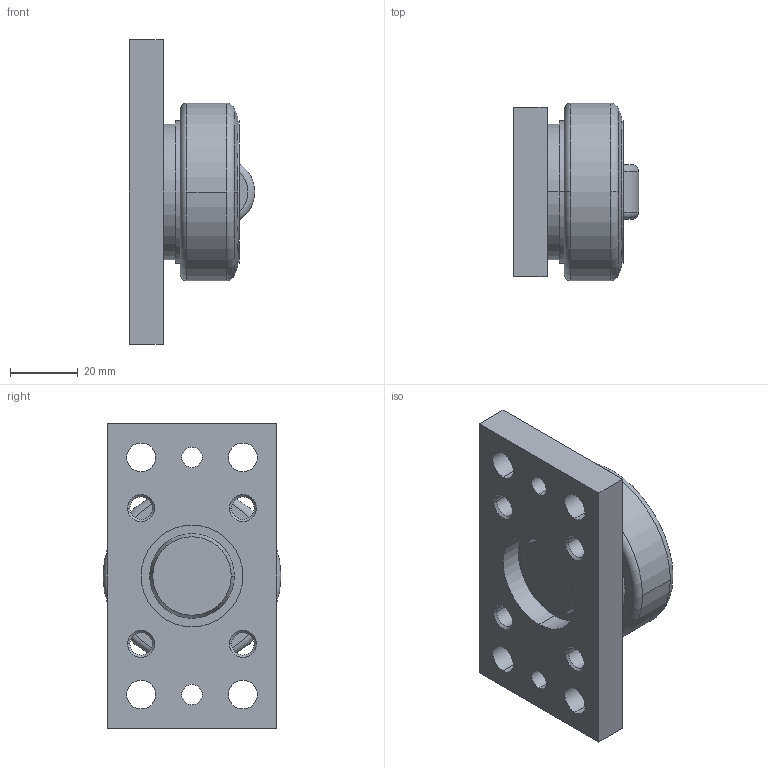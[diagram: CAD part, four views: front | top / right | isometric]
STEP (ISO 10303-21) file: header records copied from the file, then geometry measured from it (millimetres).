
FILE_DESCRIPTION(('STEP AP214'),'1');
FILE_NAME('4_053_HT_AP_S.stp','2016-05-23T15:12:27',('TraceParts'),('TraceParts S.A.'),'Spatial InterOp 3D',' ',' ');
FILE_SCHEMA(('automotive_design'));
Length unit declared in the file: millimetre
Products named in the file (2): 1; 2
Bounding box: 37 x 52.5 x 90 mm (x, y, z)
Volume: 79436 mm3; surface area: 20839.4 mm2
Topology: 2 solids, 5 shells, 85 faces, 203 edges, 129 vertices
Faces by surface type: cylinder 32, plane 23, cone 20, torus 10
Entity records: 2735 total; most frequent: CARTESIAN_POINT 646, DIRECTION 471, ORIENTED_EDGE 394, EDGE_CURVE 197, AXIS2_PLACEMENT_3D 195, VERTEX_POINT 126, EDGE_LOOP 109, CIRCLE 108
